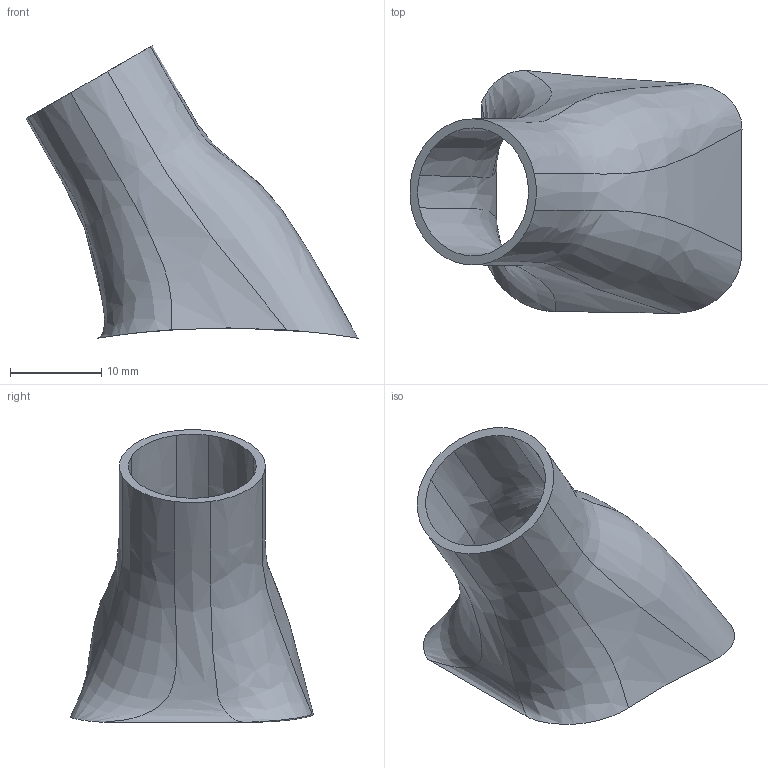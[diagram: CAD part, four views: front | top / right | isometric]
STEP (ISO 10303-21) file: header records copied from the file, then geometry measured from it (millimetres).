
FILE_DESCRIPTION(('STEP AP203'), '1');
FILE_NAME('ïåðåõîäíèê äëÿ äóéêè2', '', ('UNSPECIFIED'), ('UNSPECIFIED'), 'C3D Converter', 'C3D Toolkit', '');
FILE_SCHEMA(('CONFIG_CONTROL_DESIGN'));
Length unit declared in the file: millimetre
Bounding box: 36.35 x 26.59 x 32.02 mm (x, y, z)
Volume: 1883.7 mm3; surface area: 4113.2 mm2
Topology: 1 solids, 1 shells, 18 faces, 48 edges, 32 vertices
Faces by surface type: bspline 16, cylinder 1, plane 1
Entity records: 2740 total; most frequent: CARTESIAN_POINT 2340, ORIENTED_EDGE 96, EDGE_CURVE 48, DIRECTION 40, VERTEX_POINT 32, B_SPLINE_CURVE_WITH_KNOTS 30, FACE_BOUND 20, EDGE_LOOP 20
